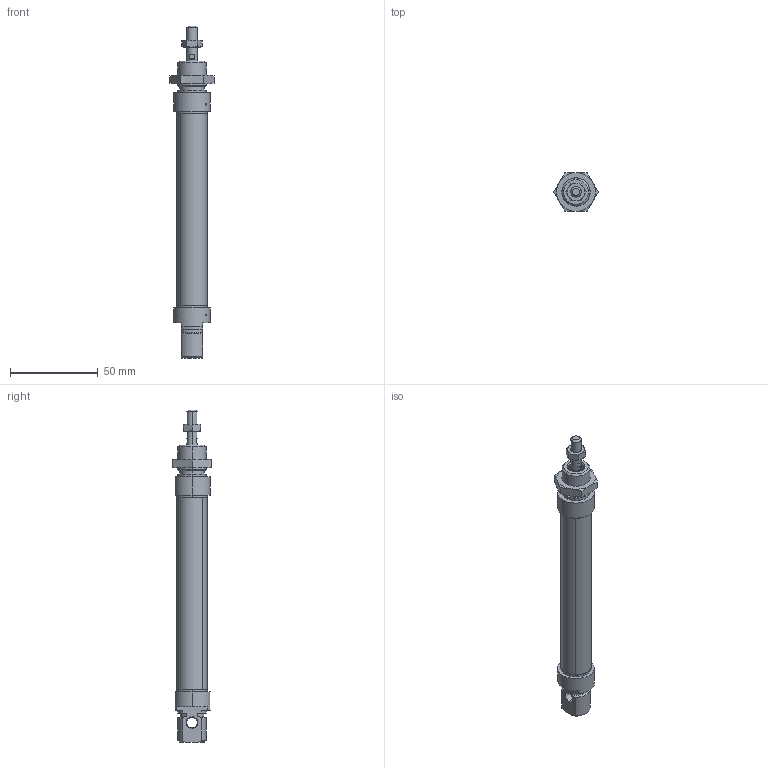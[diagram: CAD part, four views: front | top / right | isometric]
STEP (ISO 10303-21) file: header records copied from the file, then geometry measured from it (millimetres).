
FILE_DESCRIPTION (( 'STEP AP203' ), '1' );
FILE_NAME ('MADE0MA0160080.step', '2022-03-16T07:41:19', ( '' ), ( '' ), 'SwSTEP 2.0', 'SolidWorks 2021', '' );
FILE_SCHEMA (( 'CONFIG_CONTROL_DESIGN' ));
Length unit declared in the file: millimetre
Products named in the file (1): MADE0MA0160080
Bounding box: 25.4 x 22 x 189 mm (x, y, z)
Volume: 25983.9 mm3; surface area: 30216.2 mm2
Topology: 23 solids, 23 shells, 799 faces, 1947 edges, 1220 vertices
Faces by surface type: cylinder 344, plane 205, cone 170, torus 76, sphere 4
Entity records: 24528 total; most frequent: CARTESIAN_POINT 5287, DIRECTION 4307, ORIENTED_EDGE 3874, EDGE_CURVE 1937, AXIS2_PLACEMENT_3D 1798, VERTEX_POINT 1214, CIRCLE 998, EDGE_LOOP 879
